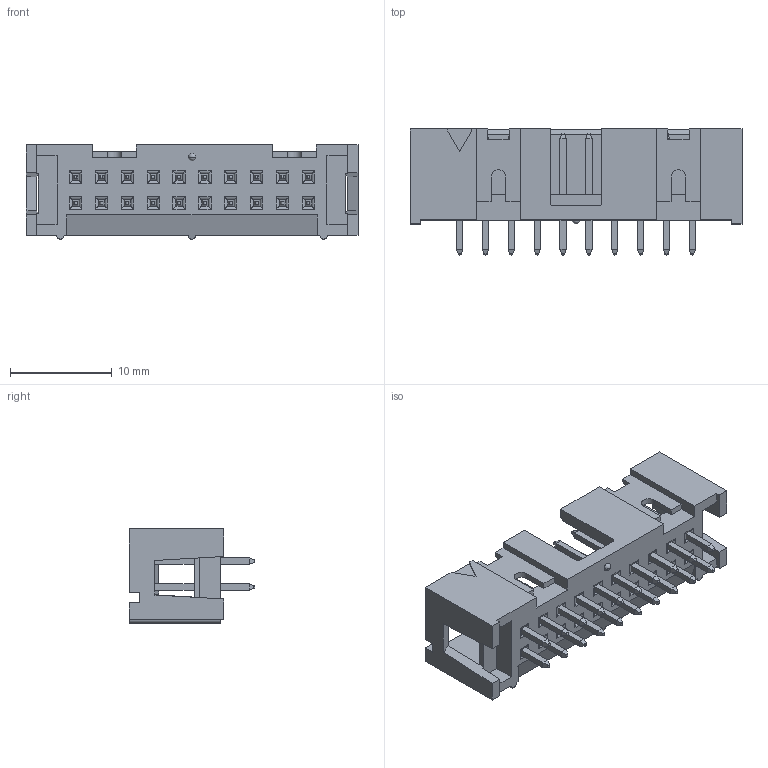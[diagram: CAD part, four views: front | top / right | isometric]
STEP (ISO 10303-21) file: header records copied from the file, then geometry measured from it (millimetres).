
FILE_DESCRIPTION((''),'2;1');
FILE_NAME('75869_Y04_ASM','2006-12-07T',('DaLegrand'),('FCI - CDC Division'),'PRO/ENGINEER BY PARAMETRIC TECHNOLOGY CORPORATION, 2004490','PRO/ENGINEER BY PARAMETRIC TECHNOLOGY CORPORATION, 2004490','');
FILE_SCHEMA(('CONFIG_CONTROL_DESIGN'));
Length unit declared in the file: millimetre
Products named in the file (3): 71965_Y20; 71953-Y01; 75869_Y04_ASM
Assembly tree (21 placements, depth 2):
  75869_Y04_ASM
    71965_Y20
    71953-Y01  x20
Bounding box: 32.61 x 12.37 x 9.27 mm (x, y, z)
Volume: 1180 mm3; surface area: 2443.5 mm2
Topology: 21 solids, 21 shells, 537 faces, 1261 edges, 757 vertices
Faces by surface type: plane 408, cylinder 127, sphere 2
Entity records: 9123 total; most frequent: CARTESIAN_POINT 2249, ORIENTED_EDGE 1454, DIRECTION 1249, EDGE_CURVE 727, VECTOR 625, LINE 625, VERTEX_POINT 453, AXIS2_PLACEMENT_3D 312
